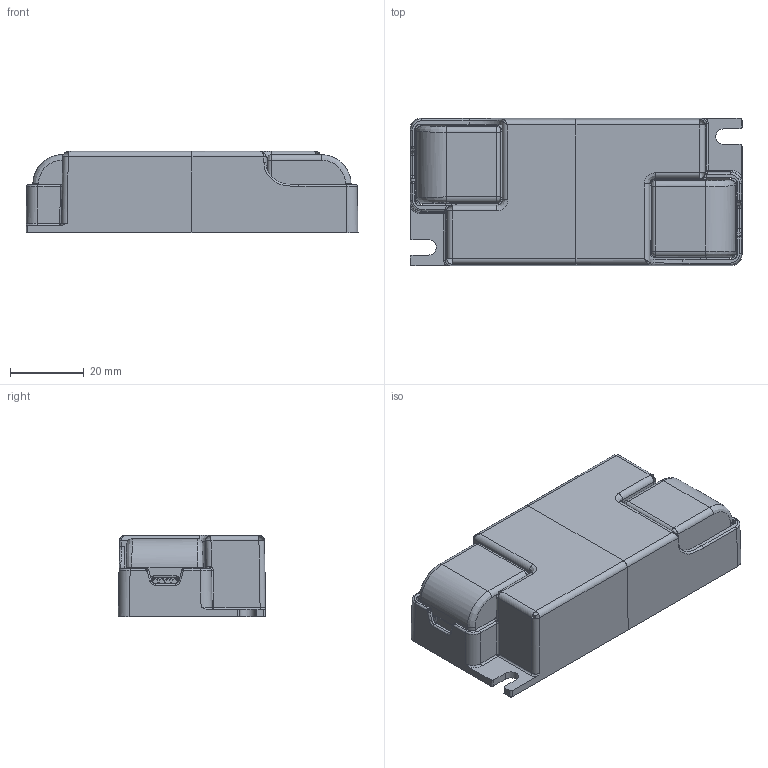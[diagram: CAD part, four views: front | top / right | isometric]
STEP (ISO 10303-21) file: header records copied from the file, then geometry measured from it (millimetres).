
FILE_DESCRIPTION((''),'2;1');
FILE_NAME('LEC8W-V5_ASM','2019-12-12T11:25:59',('wsenga'),(''),'CREO PARAMETRIC BY PTC INC, 2019080','CREO PARAMETRIC BY PTC INC, 2019080','');
FILE_SCHEMA(('CONFIG_CONTROL_DESIGN'));
Length unit declared in the file: millimetre
Products named in the file (6): MAWLEC8W-1A-5; MAWLEC8W-2A-5; LEC8W-PCB-5; MAWLEC8W-3A-5; MAWLEC8W-1A-5-1; LEC8W-V5_ASM
Assembly tree (6 placements, depth 2):
  LEC8W-V5_ASM
    MAWLEC8W-1A-5
    MAWLEC8W-2A-5
    LEC8W-PCB-5
    MAWLEC8W-3A-5  x2
    MAWLEC8W-1A-5-1
Bounding box: 90 x 40 x 22 mm (x, y, z)
Surface area: 35761.5 mm2 (no closed solid volume)
Topology: 0 solids, 0 shells, 871 faces, 4552 edges, 4544 vertices
Faces by surface type: plane 623, cylinder 197, bspline 39, sphere 10, extrusion 2
Entity records: 49136 total; most frequent: CARTESIAN_POINT 12154, DIRECTION 6785, TRIMMED_CURVE 5109, VECTOR 4859, LINE 4857, DEFINITIONAL_REPRESENTATION 3766, PCURVE 3766, COMPOSITE_CURVE_SEGMENT 3766
